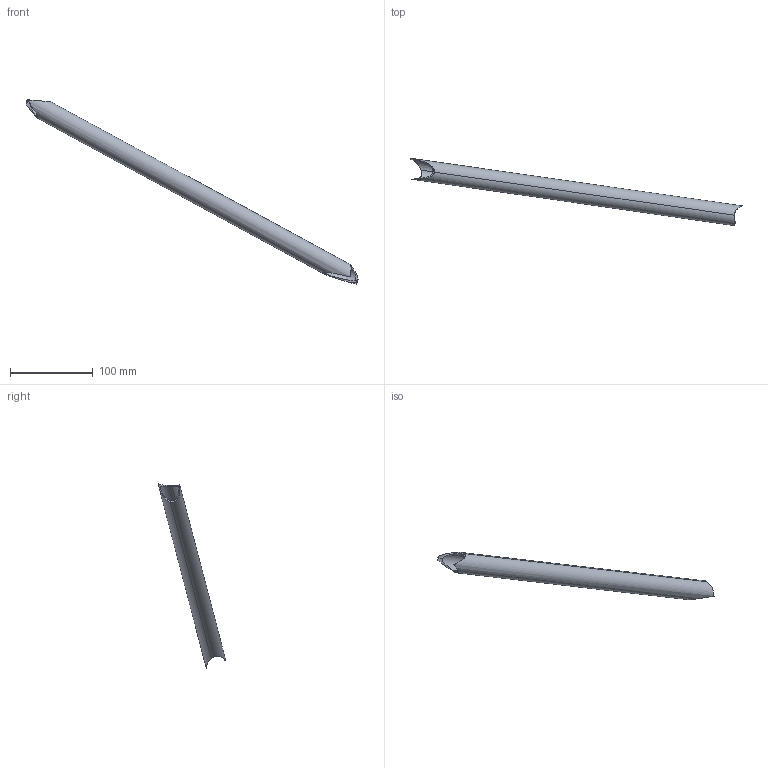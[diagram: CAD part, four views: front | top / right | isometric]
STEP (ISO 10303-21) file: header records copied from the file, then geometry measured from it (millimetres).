
FILE_DESCRIPTION(('STEP AP214'),'1');
FILE_NAME('7.stp','2019-12-01T17:44:05',(' '),(' '),'Spatial InterOp 3D',' ',' ');
FILE_SCHEMA(('AUTOMOTIVE_DESIGN { 1 0 10303 214 1 1 1 1 }'));
Length unit declared in the file: metre
Products named in the file (1): PartBody/Trim.3
Bounding box: 401.32 x 80.98 x 222.86 mm (x, y, z)
Volume: 47041.4 mm3; surface area: 63239.5 mm2
Topology: 1 solids, 1 shells, 15 faces, 48 edges, 33 vertices
Faces by surface type: cylinder 15
Entity records: 1689 total; most frequent: CARTESIAN_POINT 981, ORIENTED_EDGE 96, STYLED_ITEM 56, PRESENTATION_STYLE_ASSIGNMENT 56, COLOUR_RGB 56, EDGE_CURVE 48, DIRECTION 46, CURVE_STYLE 40
